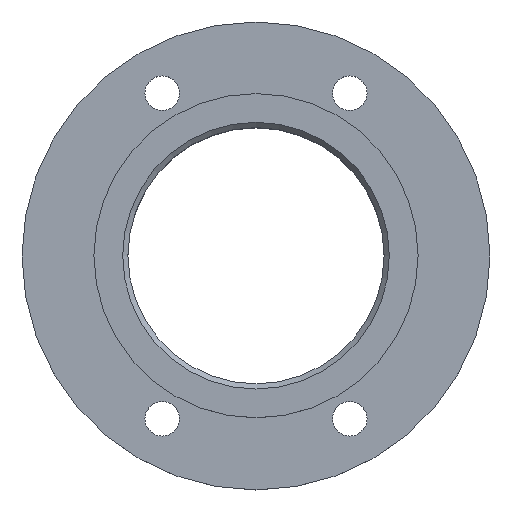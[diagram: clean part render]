
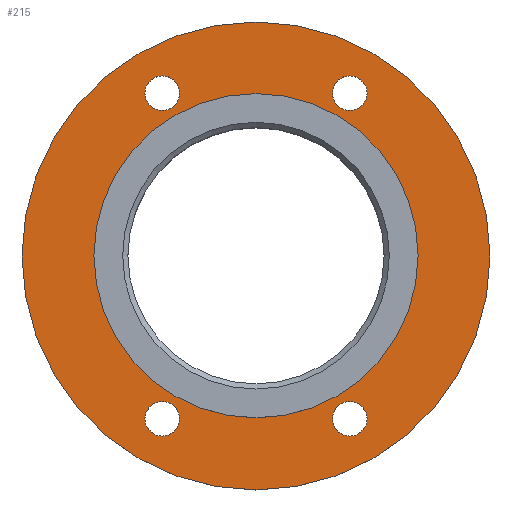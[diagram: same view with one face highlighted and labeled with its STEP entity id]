
A CAD part, top view. The second image highlights one B-rep face of the part: STEP entity #215.
In plain terms, the highlighted planar face has unit normal (0, 0, 1).
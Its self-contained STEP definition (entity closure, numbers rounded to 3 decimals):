
#171 = VERTEX_POINT('',#172);
#172 = CARTESIAN_POINT('',(14.,0.,3.));
#178 = EDGE_CURVE('',#171,#171,#179,.T.);
#179 = CIRCLE('',#180,14.);
#180 = AXIS2_PLACEMENT_3D('',#181,#182,#183);
#181 = CARTESIAN_POINT('',(0.,0.,3.));
#182 = DIRECTION('',(0.,0.,1.));
#183 = DIRECTION('',(1.,0.,0.));
#215 = ADVANCED_FACE('',(#216,#227,#238,#241,#252,#263),#274,.T.);
#216 = FACE_BOUND('',#217,.T.);
#217 = EDGE_LOOP('',(#218));
#218 = ORIENTED_EDGE('',*,*,#219,.T.);
#219 = EDGE_CURVE('',#220,#220,#222,.T.);
#220 = VERTEX_POINT('',#221);
#221 = CARTESIAN_POINT('',(22.375,0.,3.));
#222 = CIRCLE('',#223,22.375);
#223 = AXIS2_PLACEMENT_3D('',#224,#225,#226);
#224 = CARTESIAN_POINT('',(0.,0.,3.));
#225 = DIRECTION('',(0.,0.,1.));
#226 = DIRECTION('',(1.,0.,0.));
#227 = FACE_BOUND('',#228,.T.);
#228 = EDGE_LOOP('',(#229));
#229 = ORIENTED_EDGE('',*,*,#230,.F.);
#230 = EDGE_CURVE('',#231,#231,#233,.T.);
#231 = VERTEX_POINT('',#232);
#232 = CARTESIAN_POINT('',(-7.32,15.57,3.));
#233 = CIRCLE('',#234,1.65);
#234 = AXIS2_PLACEMENT_3D('',#235,#236,#237);
#235 = CARTESIAN_POINT('',(-8.97,15.57,3.));
#236 = DIRECTION('',(0.,0.,1.));
#237 = DIRECTION('',(1.,0.,0.));
#238 = FACE_BOUND('',#239,.T.);
#239 = EDGE_LOOP('',(#240));
#240 = ORIENTED_EDGE('',*,*,#178,.F.);
#241 = FACE_BOUND('',#242,.T.);
#242 = EDGE_LOOP('',(#243));
#243 = ORIENTED_EDGE('',*,*,#244,.F.);
#244 = EDGE_CURVE('',#245,#245,#247,.T.);
#245 = VERTEX_POINT('',#246);
#246 = CARTESIAN_POINT('',(10.62,-15.57,3.));
#247 = CIRCLE('',#248,1.65);
#248 = AXIS2_PLACEMENT_3D('',#249,#250,#251);
#249 = CARTESIAN_POINT('',(8.97,-15.57,3.));
#250 = DIRECTION('',(0.,0.,1.));
#251 = DIRECTION('',(1.,0.,0.));
#252 = FACE_BOUND('',#253,.T.);
#253 = EDGE_LOOP('',(#254));
#254 = ORIENTED_EDGE('',*,*,#255,.F.);
#255 = EDGE_CURVE('',#256,#256,#258,.T.);
#256 = VERTEX_POINT('',#257);
#257 = CARTESIAN_POINT('',(-7.32,-15.57,3.));
#258 = CIRCLE('',#259,1.65);
#259 = AXIS2_PLACEMENT_3D('',#260,#261,#262);
#260 = CARTESIAN_POINT('',(-8.97,-15.57,3.));
#261 = DIRECTION('',(0.,0.,1.));
#262 = DIRECTION('',(1.,0.,0.));
#263 = FACE_BOUND('',#264,.T.);
#264 = EDGE_LOOP('',(#265));
#265 = ORIENTED_EDGE('',*,*,#266,.F.);
#266 = EDGE_CURVE('',#267,#267,#269,.T.);
#267 = VERTEX_POINT('',#268);
#268 = CARTESIAN_POINT('',(10.62,15.57,3.));
#269 = CIRCLE('',#270,1.65);
#270 = AXIS2_PLACEMENT_3D('',#271,#272,#273);
#271 = CARTESIAN_POINT('',(8.97,15.57,3.));
#272 = DIRECTION('',(0.,0.,1.));
#273 = DIRECTION('',(1.,0.,0.));
#274 = PLANE('',#275);
#275 = AXIS2_PLACEMENT_3D('',#276,#277,#278);
#276 = CARTESIAN_POINT('',(0.,0.,3.));
#277 = DIRECTION('',(0.,0.,1.));
#278 = DIRECTION('',(1.,0.,0.));
